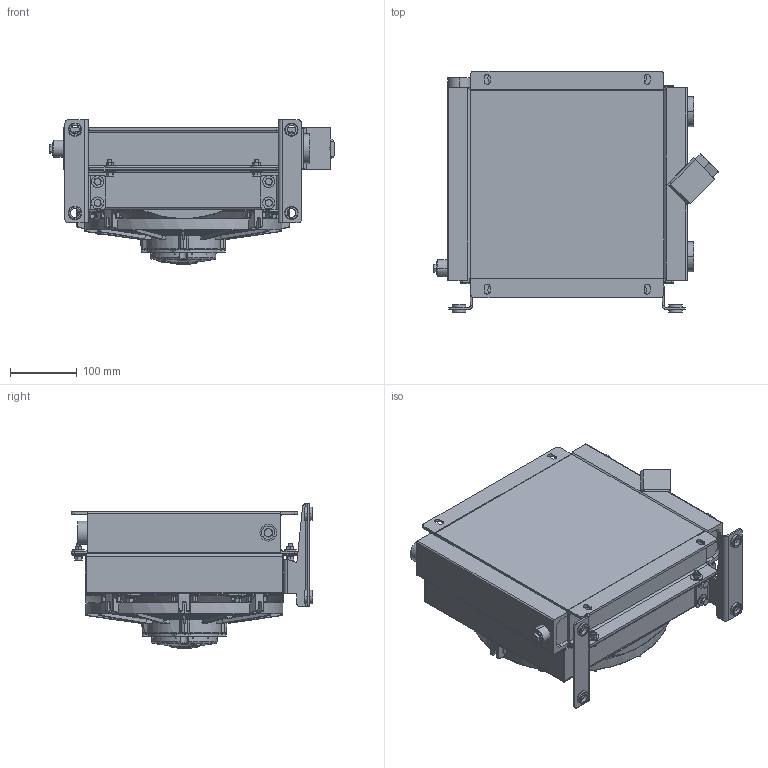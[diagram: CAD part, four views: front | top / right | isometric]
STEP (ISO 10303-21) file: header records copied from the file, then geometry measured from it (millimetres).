
FILE_DESCRIPTION (( 'STEP AP214' ), '1' );
FILE_NAME ('YLEM.30V.24.S.00.7.STEP', '2024-05-05T01:55:53', ( '' ), ( '' ), 'SwSTEP 2.0', 'SolidWorks 2023', '' );
FILE_SCHEMA (( 'AUTOMOTIVE_DESIGN' ));
Length unit declared in the file: millimetre
Products named in the file (38): 长端盖; 改后端盖ZD261-301-2; 冷凝风机; 风罩体挡板; 风罩组件; 管嘴; ydz; 外壳2380-101; 轴承套; lsM6 20; 堵头; YLEM.30V.24.S.00.7; 放油管嘴; 芯体; 风叶垫圈ZD2209-201; 滚珠轴承; tdq6; FENGQUANGAI 11-9; 长端盖堵板; M6螺栓平垫弹垫; LNF2211轴; 分流板; jzd; 螺母M6; 芯体侧板; 带孔堵板; FENYE11寸; 短端盖; 旁通阀; zdz; ddq6; 放水管嘴; 螺帽; 短端盖堵板; 端盖ZD2929-00; 旁通阀底座; lm M6; 风罩体
Assembly tree (79 placements, depth 3):
  YLEM.30V.24.S.00.7
    芯体
    芯体侧板  x2
    短端盖  x2
    短端盖堵板  x2
    管嘴  x2
    带孔堵板
    放水管嘴
    放油管嘴
    长端盖
    长端盖堵板
    堵头
    分流板
    旁通阀
    旁通阀底座
    jzd  x4
    ydz
    zdz
    lsM6 20  x4
    ddq6  x8
    tdq6  x4
    M6螺栓平垫弹垫  x8
      lsM6 20
      ddq6
      tdq6
    螺母M6  x4
    风罩组件
      风罩体
      风罩体挡板  x2
      lm M6  x8
    冷凝风机
      外壳2380-101
      改后端盖ZD261-301-2
      轴承套
      滚珠轴承  x2
      LNF2211轴
      端盖ZD2929-00
      风叶垫圈ZD2209-201
      FENGQUANGAI 11-9
      FENYE11寸
      螺帽
Bounding box: 428.43 x 363 x 217.01 mm (x, y, z)
Volume: 6520881.6 mm3; surface area: 1200147.4 mm2
Topology: 92 solids, 93 shells, 4337 faces, 11951 edges, 7641 vertices
Faces by surface type: plane 1207, bspline 1168, cylinder 919, cone 745, torus 298
Entity records: 187541 total; most frequent: CARTESIAN_POINT 109197, ORIENTED_EDGE 19230, DIRECTION 11892, EDGE_CURVE 9803, VERTEX_POINT 6286, AXIS2_PLACEMENT_3D 4898, B_SPLINE_CURVE_WITH_KNOTS 4687, EDGE_LOOP 3755
